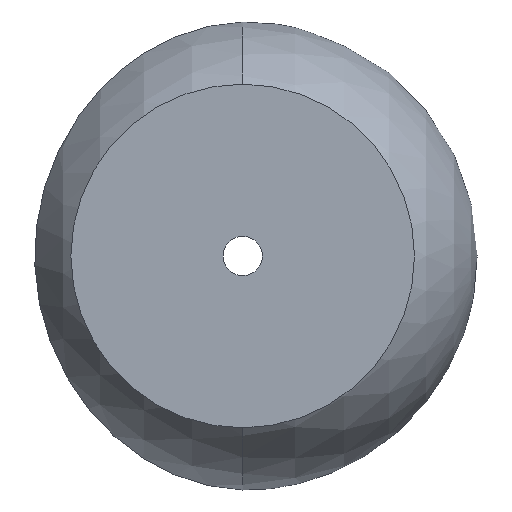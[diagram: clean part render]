
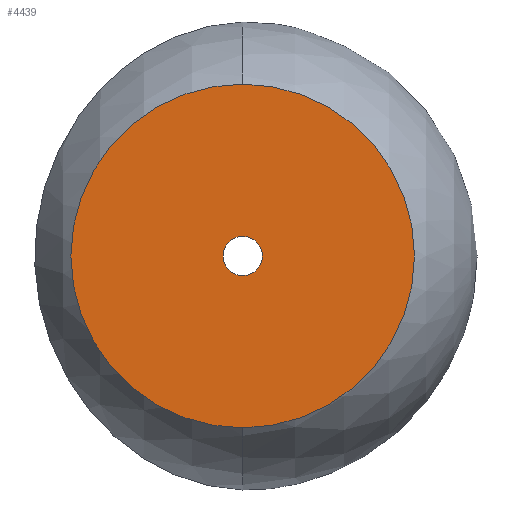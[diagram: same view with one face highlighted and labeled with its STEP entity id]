
A CAD part, front view. The second image highlights one B-rep face of the part: STEP entity #4439.
In plain terms, the highlighted planar face has unit normal (0, -1, 0).
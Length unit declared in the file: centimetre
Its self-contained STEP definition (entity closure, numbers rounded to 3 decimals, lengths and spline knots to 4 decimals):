
#30 = AXIS2_PLACEMENT_3D ( 'NONE', #4128, #3217, #251 ) ;
#135 = FACE_OUTER_BOUND ( 'NONE', #2573, .T. ) ;
#175 = CARTESIAN_POINT ( 'NONE',  ( 0., 0., 4.25 ) ) ;
#182 = DIRECTION ( 'NONE',  ( 0., 0., 1. ) ) ;
#251 = DIRECTION ( 'NONE',  ( 0., 0., 1. ) ) ;
#648 = EDGE_CURVE ( 'NONE', #743, #1018, #3039, .T. ) ;
#743 = VERTEX_POINT ( 'NONE', #2686 ) ;
#771 = AXIS2_PLACEMENT_3D ( 'NONE', #2266, #1836, #3956 ) ;
#811 = EDGE_LOOP ( 'NONE', ( #5189, #2274 ) ) ;
#988 = CARTESIAN_POINT ( 'NONE',  ( 0., 0., 0. ) ) ;
#1018 = VERTEX_POINT ( 'NONE', #5165 ) ;
#1037 = PLANE ( 'NONE',  #30 ) ;
#1359 = ORIENTED_EDGE ( 'NONE', *, *, #3439, .F. ) ;
#1532 = DIRECTION ( 'NONE',  ( 0., 1., 0. ) ) ;
#1836 = DIRECTION ( 'NONE',  ( 0., 1., 0. ) ) ;
#1969 = VERTEX_POINT ( 'NONE', #2640 ) ;
#2266 = CARTESIAN_POINT ( 'NONE',  ( 0., 0., 0. ) ) ;
#2274 = ORIENTED_EDGE ( 'NONE', *, *, #3896, .T. ) ;
#2407 = FACE_BOUND ( 'NONE', #811, .T. ) ;
#2430 = ORIENTED_EDGE ( 'NONE', *, *, #3788, .F. ) ;
#2573 = EDGE_LOOP ( 'NONE', ( #1359, #2430 ) ) ;
#2640 = CARTESIAN_POINT ( 'NONE',  ( 0., 0., -4.25 ) ) ;
#2686 = CARTESIAN_POINT ( 'NONE',  ( 0., 0., 0.4852 ) ) ;
#2726 = DIRECTION ( 'NONE',  ( 0., 0., 1. ) ) ;
#2922 = DIRECTION ( 'NONE',  ( 0., 0., 1. ) ) ;
#3039 = CIRCLE ( 'NONE', #771, 0.4852 ) ;
#3217 = DIRECTION ( 'NONE',  ( 0., 1., 0. ) ) ;
#3308 = CIRCLE ( 'NONE', #4674, 4.25 ) ;
#3439 = EDGE_CURVE ( 'NONE', #1969, #5173, #4855, .T. ) ;
#3651 = DIRECTION ( 'NONE',  ( 0., 1., 0. ) ) ;
#3661 = CARTESIAN_POINT ( 'NONE',  ( 0., 0., 0. ) ) ;
#3788 = EDGE_CURVE ( 'NONE', #5173, #1969, #3308, .T. ) ;
#3896 = EDGE_CURVE ( 'NONE', #1018, #743, #5047, .T. ) ;
#3956 = DIRECTION ( 'NONE',  ( 0., 0., 1. ) ) ;
#4128 = CARTESIAN_POINT ( 'NONE',  ( 0., 0., 0. ) ) ;
#4439 = ADVANCED_FACE ( 'NONE', ( #2407, #135 ), #1037, .F. ) ;
#4674 = AXIS2_PLACEMENT_3D ( 'NONE', #988, #3651, #2726 ) ;
#4855 = CIRCLE ( 'NONE', #5044, 4.25 ) ;
#4978 = DIRECTION ( 'NONE',  ( 0., 1., 0. ) ) ;
#5044 = AXIS2_PLACEMENT_3D ( 'NONE', #3661, #4978, #182 ) ;
#5047 = CIRCLE ( 'NONE', #5407, 0.4852 ) ;
#5165 = CARTESIAN_POINT ( 'NONE',  ( 0., 0., -0.4852 ) ) ;
#5173 = VERTEX_POINT ( 'NONE', #175 ) ;
#5189 = ORIENTED_EDGE ( 'NONE', *, *, #648, .T. ) ;
#5407 = AXIS2_PLACEMENT_3D ( 'NONE', #5474, #1532, #2922 ) ;
#5474 = CARTESIAN_POINT ( 'NONE',  ( 0., 0., 0. ) ) ;
